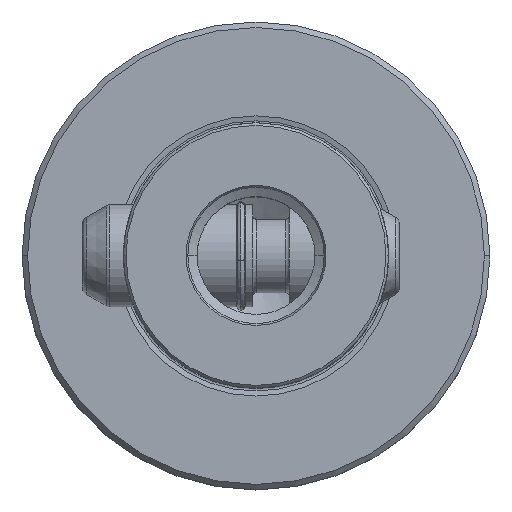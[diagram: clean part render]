
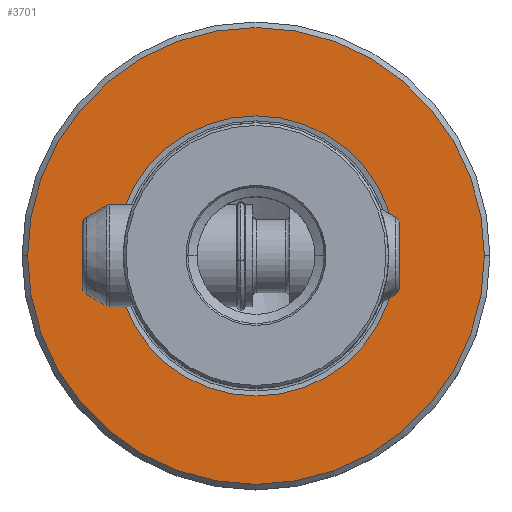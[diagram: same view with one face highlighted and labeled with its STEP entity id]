
A CAD part, top view. The second image highlights one B-rep face of the part: STEP entity #3701.
In plain terms, the highlighted planar face has unit normal (0, 0, 1).
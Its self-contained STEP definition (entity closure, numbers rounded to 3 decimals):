
#3293=EDGE_CURVE('NONE',#3555,#4879,#7353,.T.);
#3555=VERTEX_POINT('NONE',#7649);
#3701=ADVANCED_FACE('NONE',(#7812,#7813),#7814,.T.);
#3997=EDGE_CURVE('NONE',#4059,#4973,#8134,.F.);
#4059=VERTEX_POINT('NONE',#8204);
#4879=VERTEX_POINT('NONE',#9125);
#4973=VERTEX_POINT('NONE',#9230);
#5089=EDGE_CURVE('NONE',#4879,#3555,#9356,.T.);
#5217=EDGE_CURVE('NONE',#4973,#4059,#9494,.T.);
#7353=CIRCLE('',#19899,31.0);
#7649=CARTESIAN_POINT('',(31.0,0.,0.0));
#7812=FACE_OUTER_BOUND('',#21538,.T.);
#7813=FACE_BOUND('',#21539,.T.);
#7814=PLANE('',#21540);
#8134=CIRCLE('',#24529,19.012);
#8204=CARTESIAN_POINT('',(-19.012,0.,0.0));
#9125=CARTESIAN_POINT('',(-31.0,0.,0.0));
#9230=CARTESIAN_POINT('',(19.012,0.,0.0));
#9356=CIRCLE('',#41365,31.0);
#9494=CIRCLE('',#41577,19.012);
#19899=AXIS2_PLACEMENT_3D('',#54292,#54293,#54294);
#21538=EDGE_LOOP('',(#54870,#54871));
#21539=EDGE_LOOP('',(#54872,#54873));
#21540=AXIS2_PLACEMENT_3D('',#54874,#54875,#54876);
#24529=AXIS2_PLACEMENT_3D('',#55182,#55183,#55184);
#41365=AXIS2_PLACEMENT_3D('',#56689,#56690,#56691);
#41577=AXIS2_PLACEMENT_3D('',#56835,#56836,#56837);
#54292=CARTESIAN_POINT('',(0.0,0.0,0.0));
#54293=DIRECTION('',(0.0,0.0,-1.0));
#54294=DIRECTION('',(-1.0,0.,0.0));
#54870=ORIENTED_EDGE('',*,*,#5089,.F.);
#54871=ORIENTED_EDGE('',*,*,#3293,.F.);
#54872=ORIENTED_EDGE('',*,*,#5217,.F.);
#54873=ORIENTED_EDGE('',*,*,#3997,.F.);
#54874=CARTESIAN_POINT('',(-18.0,0.0,0.0));
#54875=DIRECTION('',(-0.0,0.0,1.0));
#54876=DIRECTION('',(0.0,1.0,0.0));
#55182=CARTESIAN_POINT('',(0.0,0.0,0.0));
#55183=DIRECTION('',(0.0,0.0,-1.0));
#55184=DIRECTION('',(1.0,0.,0.0));
#56689=CARTESIAN_POINT('',(0.0,0.0,0.0));
#56690=DIRECTION('',(0.0,0.0,-1.0));
#56691=DIRECTION('',(-1.0,0.,0.0));
#56835=CARTESIAN_POINT('',(0.0,0.0,0.0));
#56836=DIRECTION('',(-0.0,0.0,1.0));
#56837=DIRECTION('',(1.0,0.,0.0));
